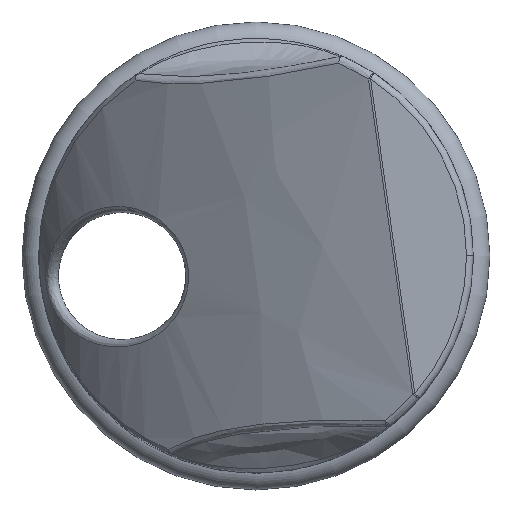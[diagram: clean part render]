
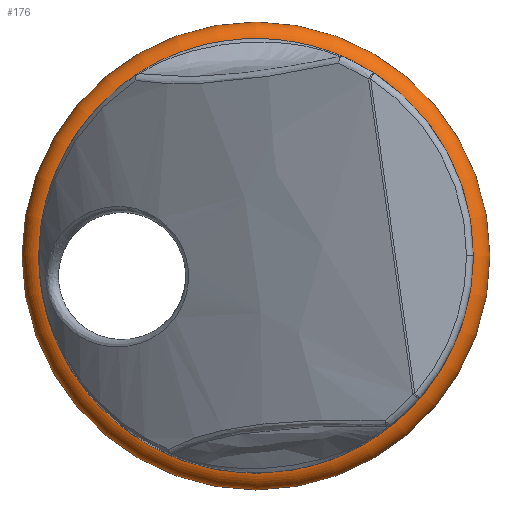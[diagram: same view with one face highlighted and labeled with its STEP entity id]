
A CAD part, top view. The second image highlights one B-rep face of the part: STEP entity #176.
In plain terms, the highlighted toroidal (fillet/blend) face has major radius 32 mm and minor radius 3 mm.
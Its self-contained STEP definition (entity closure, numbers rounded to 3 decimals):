
#34=CARTESIAN_POINT('',(5.091,36.516,11.));
#35=VERTEX_POINT('',#34);
#59=CARTESIAN_POINT('',(70.091,36.516,11.));
#60=VERTEX_POINT('',#59);
#61=CARTESIAN_POINT('',(37.591,36.516,11.));
#62=DIRECTION('',(0.,0.,1.));
#63=DIRECTION('',(1.,0.,-0.));
#64=AXIS2_PLACEMENT_3D('',#61,#62,#63);
#65=CIRCLE('',#64,32.5);
#66=EDGE_CURVE('',#35,#60,#65,.T.);
#68=CARTESIAN_POINT('',(37.591,36.516,11.));
#69=DIRECTION('',(0.,0.,1.));
#70=DIRECTION('',(1.,0.,-0.));
#71=AXIS2_PLACEMENT_3D('',#68,#69,#70);
#72=CIRCLE('',#71,32.5);
#73=EDGE_CURVE('',#60,#35,#72,.T.);
#85=CARTESIAN_POINT('',(2.591,36.516,8.042));
#86=VERTEX_POINT('',#85);
#93=CARTESIAN_POINT('',(72.591,36.516,8.042));
#94=VERTEX_POINT('',#93);
#95=CARTESIAN_POINT('',(37.591,36.516,8.042));
#96=DIRECTION('',(-0.,-0.,-1.));
#97=DIRECTION('',(1.,0.,-0.));
#98=AXIS2_PLACEMENT_3D('',#95,#96,#97);
#99=CIRCLE('',#98,35.);
#100=EDGE_CURVE('',#86,#94,#99,.T.);
#102=CARTESIAN_POINT('',(37.591,36.516,8.042));
#103=DIRECTION('',(-0.,-0.,-1.));
#104=DIRECTION('',(1.,0.,-0.));
#105=AXIS2_PLACEMENT_3D('',#102,#103,#104);
#106=CIRCLE('',#105,35.);
#107=EDGE_CURVE('',#94,#86,#106,.T.);
#157=CARTESIAN_POINT('',(37.591,36.516,8.042));
#158=DIRECTION('',(0.,0.,1.));
#159=DIRECTION('',(1.,0.,-0.));
#160=AXIS2_PLACEMENT_3D('',#157,#158,#159);
#161=TOROIDAL_SURFACE('',#160,32.,3.);
#162=CARTESIAN_POINT('',(69.591,36.516,8.042));
#163=DIRECTION('',(-0.,1.,-0.));
#164=DIRECTION('',(1.,0.,0.));
#165=AXIS2_PLACEMENT_3D('',#162,#163,#164);
#166=CIRCLE('',#165,3.);
#167=EDGE_CURVE('',#60,#94,#166,.T.);
#168=ORIENTED_EDGE('',*,*,#167,.T.);
#169=ORIENTED_EDGE('',*,*,#100,.F.);
#170=ORIENTED_EDGE('',*,*,#107,.F.);
#171=ORIENTED_EDGE('',*,*,#167,.F.);
#172=ORIENTED_EDGE('',*,*,#66,.F.);
#173=ORIENTED_EDGE('',*,*,#73,.F.);
#174=EDGE_LOOP('',(#168,#169,#170,#171,#172,#173));
#175=FACE_BOUND('',#174,.T.);
#176=ADVANCED_FACE('',(#175),#161,.T.);
